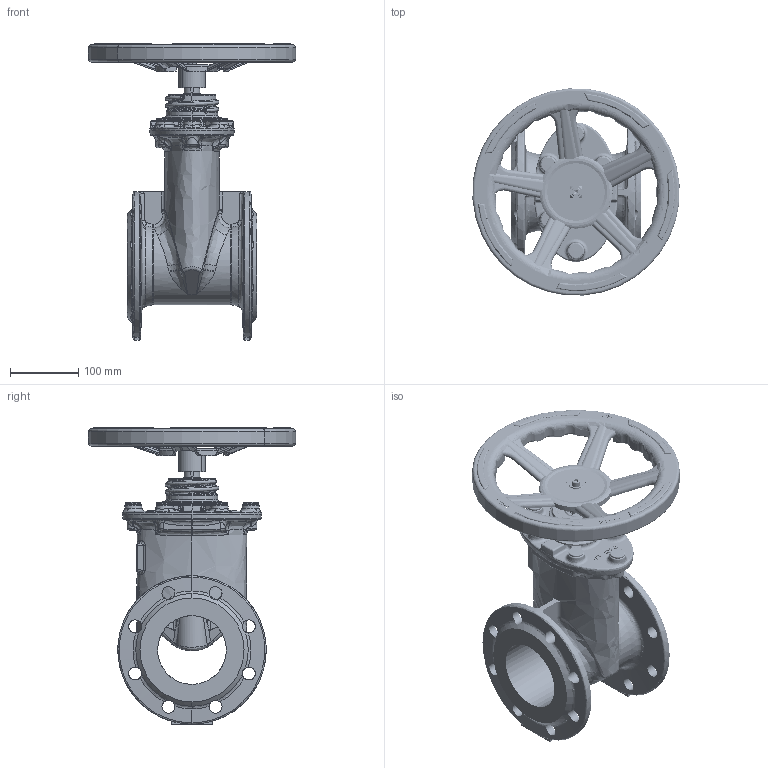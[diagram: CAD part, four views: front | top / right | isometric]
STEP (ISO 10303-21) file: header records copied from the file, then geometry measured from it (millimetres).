
FILE_DESCRIPTION(('HOOPS Exchange Step'),'2;1');
FILE_NAME('AS05_DN100.stp','2025-10-20T16:39:02+02:00',('nieru'),('Unknown organisation'),'HOOPS Exchange 2024.2','HOOPS Exchange','Unknown authorisation');
FILE_SCHEMA( ('AP203_CONFIGURATION_CONTROLLED_3D_DESIGN_OF_MECHANICAL_PARTS_AND_ASSEMBLIES_MIM_LF') );
Length unit declared in the file: millimetre
Products named in the file (41): 0; root
Assembly tree (40 placements, depth 6):
  root
    0
      0
      0
      0
      0
      0
        0
        0
          0
          0
          0
          0
          0
        0
        0
        0
        0
        0
        0
        0
        0
        0
        0
        0
        0
        0
        0
        0
        0
        0
        0
        0
        0
        0
        0
        0
        0
          0
          0
            0
Bounding box: 303.12 x 303.12 x 434.5 mm (x, y, z)
Volume: 2807277.4 mm3; surface area: 945981 mm2
Topology: 40 solids, 51 shells, 4894 faces, 12691 edges, 7924 vertices
Faces by surface type: plane 2157, cylinder 1100, bspline 825, torus 342, cone 271, extrusion 129, sphere 70
Entity records: 329712 total; most frequent: CARTESIAN_POINT 223968, ORIENTED_EDGE 25216, DIRECTION 16513, EDGE_CURVE 12629, VERTEX_POINT 7924, B_SPLINE_CURVE_WITH_KNOTS 6193, AXIS2_PLACEMENT_3D 5955, EDGE_LOOP 5197
